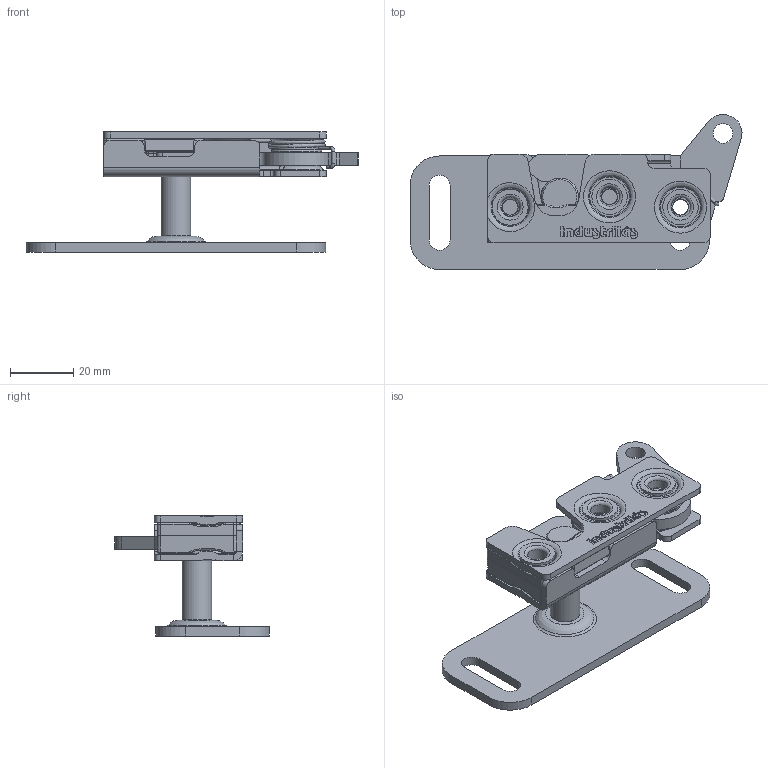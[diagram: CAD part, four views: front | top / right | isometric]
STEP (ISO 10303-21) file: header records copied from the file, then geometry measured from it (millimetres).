
FILE_DESCRIPTION (( 'STEP AP214' ), '1' );
FILE_NAME ('5224-11111011-04_Industrilas.step', '2025-09-08T12:53:53', ( '' ), ( '' ), 'SwSTEP 2.0', 'SolidWorks 2010', '' );
FILE_SCHEMA (( 'AUTOMOTIVE_DESIGN' ));
Length unit declared in the file: millimetre
Products named in the file (12): 00145365-2; 00145356(pr�glad)-1-2; 00145362(nitad)-2; 00132393(Default)-2-3; 00132387(In-line)-1-4; 522321-317000_threaded-rivet-1-2; 522321-318000_threaded-rivet2-1-2; 00131848(Single Stage)-2-4; 00131847(Top pull)-2-4; 00135958(startl�ge)-2-3; 00149988(mirror); 5224-11111011-04_Industrilas
Assembly tree (12 placements, depth 3):
  5224-11111011-04_Industrilas
    522321-317000_threaded-rivet-1-2  x2
    00135958(startl�ge)-2-3
    00132387(In-line)-1-4
    00145365-2
      00145362(nitad)-2
      00145356(pr�glad)-1-2
    00132393(Default)-2-3
    00149988(mirror)
    00131848(Single Stage)-2-4
    522321-318000_threaded-rivet2-1-2
    00131847(Top pull)-2-4
Bounding box: 105.24 x 49.08 x 38.1 mm (x, y, z)
Volume: 28645.1 mm3; surface area: 26803.3 mm2
Topology: 12 solids, 12 shells, 752 faces, 1847 edges, 1156 vertices
Faces by surface type: plane 276, cylinder 214, torus 118, bspline 103, cone 26, sphere 15
Full cylindrical faces by diameter (mm): 1 x6, 6.2 x4, 6.4 x1, 6.6 x1, 7.2 x2, 8.2 x2, 8.3 x1, 9 x1, 9.2 x3, 9.3 x1, 9.4 x1, 11.2 x4, 11.4 x2, 11.8 x1, 13.9 x4, 14.1 x2, 16 x2
Entity records: 27664 total; most frequent: CARTESIAN_POINT 9605, ORIENTED_EDGE 3398, DIRECTION 3397, EDGE_CURVE 1699, AXIS2_PLACEMENT_3D 1300, VERTEX_POINT 1100, EDGE_LOOP 861, LINE 797
